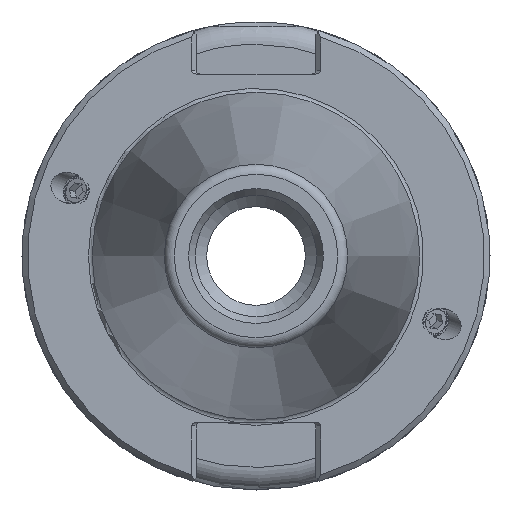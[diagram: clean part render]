
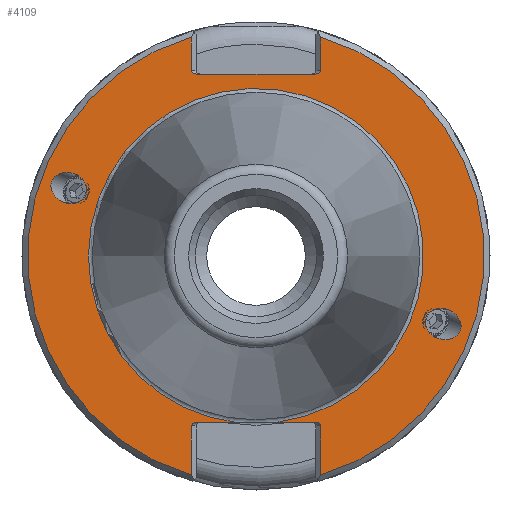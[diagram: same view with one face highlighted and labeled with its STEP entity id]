
A CAD part, left-side view. The second image highlights one B-rep face of the part: STEP entity #4109.
In plain terms, the highlighted planar face has unit normal (-1, 0, 0).
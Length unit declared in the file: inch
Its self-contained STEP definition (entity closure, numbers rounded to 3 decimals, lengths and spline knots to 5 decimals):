
#506=CARTESIAN_POINT('',(0.125,-0.90631,-0.32987));
#507=VERTEX_POINT('',#506);
#508=CARTESIAN_POINT('',(0.125,-0.99889,-0.36357));
#509=DIRECTION('',(1.0,0.0,0.0));
#510=DIRECTION('',(0.0,-0.94,-0.342));
#511=AXIS2_PLACEMENT_3D('',#508,#509,#510);
#512=ELLIPSE('',#511,0.09853,0.08071);
#513=EDGE_CURVE('',#507,#507,#512,.T.);
#586=CARTESIAN_POINT('',(0.125,0.90631,0.32987));
#587=VERTEX_POINT('',#586);
#588=CARTESIAN_POINT('',(0.125,0.99889,0.36357));
#589=DIRECTION('',(1.0,0.0,0.0));
#590=DIRECTION('',(0.0,0.94,0.342));
#591=AXIS2_PLACEMENT_3D('',#588,#589,#590);
#592=ELLIPSE('',#591,0.09853,0.08071);
#593=EDGE_CURVE('',#587,#587,#592,.T.);
#3155=CARTESIAN_POINT('',(0.125,0.345,0.992));
#3156=VERTEX_POINT('',#3155);
#3163=CARTESIAN_POINT('',(0.125,0.31672,0.972));
#3164=VERTEX_POINT('',#3163);
#3165=CARTESIAN_POINT('',(0.125,0.31672,0.992));
#3166=DIRECTION('',(-1.0,0.0,0.0));
#3167=DIRECTION('',(0.0,1.0,0.0));
#3168=AXIS2_PLACEMENT_3D('',#3165,#3166,#3167);
#3169=ELLIPSE('',#3168,0.02828,0.02);
#3170=EDGE_CURVE('',#3156,#3164,#3169,.T.);
#3255=CARTESIAN_POINT('',(0.125,0.345,1.1702));
#3256=VERTEX_POINT('',#3255);
#3263=CARTESIAN_POINT('',(0.125,0.345,1.1702));
#3264=DIRECTION('',(0.0,0.0,-1.0));
#3265=VECTOR('',#3264,0.1782);
#3266=LINE('',#3263,#3265);
#3267=EDGE_CURVE('',#3256,#3156,#3266,.T.);
#3367=CARTESIAN_POINT('',(0.125,-0.31672,0.972));
#3368=VERTEX_POINT('',#3367);
#3375=CARTESIAN_POINT('',(0.125,-0.345,0.992));
#3376=VERTEX_POINT('',#3375);
#3377=CARTESIAN_POINT('',(0.125,-0.31672,0.992));
#3378=DIRECTION('',(-1.0,0.0,0.0));
#3379=DIRECTION('',(0.0,-1.0,0.0));
#3380=AXIS2_PLACEMENT_3D('',#3377,#3378,#3379);
#3381=ELLIPSE('',#3380,0.02828,0.02);
#3382=EDGE_CURVE('',#3368,#3376,#3381,.T.);
#3432=CARTESIAN_POINT('',(0.125,-0.345,1.1702));
#3433=VERTEX_POINT('',#3432);
#3434=CARTESIAN_POINT('',(0.125,-0.345,0.992));
#3435=DIRECTION('',(0.0,0.0,1.0));
#3436=VECTOR('',#3435,0.1782);
#3437=LINE('',#3434,#3436);
#3438=EDGE_CURVE('',#3376,#3433,#3437,.T.);
#3456=CARTESIAN_POINT('',(0.125,-0.345,-0.908));
#3457=VERTEX_POINT('',#3456);
#3458=CARTESIAN_POINT('',(0.125,-0.31672,-0.888));
#3459=VERTEX_POINT('',#3458);
#3460=CARTESIAN_POINT('',(0.125,-0.31672,-0.908));
#3461=DIRECTION('',(-1.0,0.0,0.0));
#3462=DIRECTION('',(0.0,-1.0,0.0));
#3463=AXIS2_PLACEMENT_3D('',#3460,#3461,#3462);
#3464=ELLIPSE('',#3463,0.02828,0.02);
#3465=EDGE_CURVE('',#3457,#3459,#3464,.T.);
#3563=CARTESIAN_POINT('',(0.125,-0.345,-1.1702));
#3564=VERTEX_POINT('',#3563);
#3571=CARTESIAN_POINT('',(0.125,-0.345,-1.1702));
#3572=DIRECTION('',(0.0,0.0,1.0));
#3573=VECTOR('',#3572,0.2622);
#3574=LINE('',#3571,#3573);
#3575=EDGE_CURVE('',#3564,#3457,#3574,.T.);
#3675=CARTESIAN_POINT('',(0.125,0.31672,-0.888));
#3676=VERTEX_POINT('',#3675);
#3683=CARTESIAN_POINT('',(0.125,0.345,-0.908));
#3684=VERTEX_POINT('',#3683);
#3685=CARTESIAN_POINT('',(0.125,0.31672,-0.908));
#3686=DIRECTION('',(-1.0,0.0,0.0));
#3687=DIRECTION('',(0.0,1.0,0.0));
#3688=AXIS2_PLACEMENT_3D('',#3685,#3686,#3687);
#3689=ELLIPSE('',#3688,0.02828,0.02);
#3690=EDGE_CURVE('',#3676,#3684,#3689,.T.);
#3740=CARTESIAN_POINT('',(0.125,0.345,-1.1702));
#3741=VERTEX_POINT('',#3740);
#3742=CARTESIAN_POINT('',(0.125,0.345,-0.908));
#3743=DIRECTION('',(0.0,0.0,-1.0));
#3744=VECTOR('',#3743,0.2622);
#3745=LINE('',#3742,#3744);
#3746=EDGE_CURVE('',#3684,#3741,#3745,.T.);
#3813=CARTESIAN_POINT('',(0.125,0.31672,0.972));
#3814=DIRECTION('',(0.0,-1.0,0.0));
#3815=VECTOR('',#3814,0.63343);
#3816=LINE('',#3813,#3815);
#3817=EDGE_CURVE('',#3164,#3368,#3816,.T.);
#4021=CARTESIAN_POINT('',(0.125,-0.11172,-0.888));
#4022=VERTEX_POINT('',#4021);
#4023=CARTESIAN_POINT('',(0.125,0.11172,-0.888));
#4024=VERTEX_POINT('',#4023);
#4039=CARTESIAN_POINT('',(0.125,0.,0.0));
#4040=DIRECTION('',(-1.0,0.0,0.0));
#4041=DIRECTION('',(0.0,-1.0,0.0));
#4042=AXIS2_PLACEMENT_3D('',#4039,#4040,#4041);
#4043=CIRCLE('',#4042,0.895);
#4044=EDGE_CURVE('',#4022,#4024,#4043,.T.);
#4060=CARTESIAN_POINT('',(0.125,1.0625,0.0));
#4061=DIRECTION('',(-1.0,0.0,0.0));
#4062=DIRECTION('',(0.0,0.0,1.0));
#4063=AXIS2_PLACEMENT_3D('',#4060,#4061,#4062);
#4064=PLANE('',#4063);
#4065=ORIENTED_EDGE('',*,*,#4044,.F.);
#4066=CARTESIAN_POINT('',(0.125,-0.31672,-0.888));
#4067=DIRECTION('',(0.0,1.0,0.0));
#4068=VECTOR('',#4067,0.205);
#4069=LINE('',#4066,#4068);
#4070=EDGE_CURVE('',#3459,#4022,#4069,.T.);
#4071=ORIENTED_EDGE('',*,*,#4070,.F.);
#4072=ORIENTED_EDGE('',*,*,#3465,.F.);
#4073=ORIENTED_EDGE('',*,*,#3575,.F.);
#4074=CARTESIAN_POINT('',(0.125,0.,0.0));
#4075=DIRECTION('',(1.0,0.0,0.0));
#4076=DIRECTION('',(0.0,-1.0,0.0));
#4077=AXIS2_PLACEMENT_3D('',#4074,#4075,#4076);
#4078=CIRCLE('',#4077,1.22);
#4079=EDGE_CURVE('',#3433,#3564,#4078,.T.);
#4080=ORIENTED_EDGE('',*,*,#4079,.F.);
#4081=ORIENTED_EDGE('',*,*,#3438,.F.);
#4082=ORIENTED_EDGE('',*,*,#3382,.F.);
#4083=ORIENTED_EDGE('',*,*,#3817,.F.);
#4084=ORIENTED_EDGE('',*,*,#3170,.F.);
#4085=ORIENTED_EDGE('',*,*,#3267,.F.);
#4086=CARTESIAN_POINT('',(0.125,0.,0.0));
#4087=DIRECTION('',(1.0,0.0,0.0));
#4088=DIRECTION('',(0.0,1.0,0.0));
#4089=AXIS2_PLACEMENT_3D('',#4086,#4087,#4088);
#4090=CIRCLE('',#4089,1.22);
#4091=EDGE_CURVE('',#3741,#3256,#4090,.T.);
#4092=ORIENTED_EDGE('',*,*,#4091,.F.);
#4093=ORIENTED_EDGE('',*,*,#3746,.F.);
#4094=ORIENTED_EDGE('',*,*,#3690,.F.);
#4095=CARTESIAN_POINT('',(0.125,0.11172,-0.888));
#4096=DIRECTION('',(0.0,1.0,0.0));
#4097=VECTOR('',#4096,0.205);
#4098=LINE('',#4095,#4097);
#4099=EDGE_CURVE('',#4024,#3676,#4098,.T.);
#4100=ORIENTED_EDGE('',*,*,#4099,.F.);
#4101=EDGE_LOOP('',(#4065,#4071,#4072,#4073,#4080,#4081,#4082,#4083,#4084,#4085,#4092,#4093,#4094,#4100));
#4102=FACE_OUTER_BOUND('',#4101,.T.);
#4103=ORIENTED_EDGE('',*,*,#513,.T.);
#4104=EDGE_LOOP('',(#4103));
#4105=FACE_BOUND('',#4104,.T.);
#4106=ORIENTED_EDGE('',*,*,#593,.T.);
#4107=EDGE_LOOP('',(#4106));
#4108=FACE_BOUND('',#4107,.T.);
#4109=ADVANCED_FACE('',(#4102,#4105,#4108),#4064,.T.);
